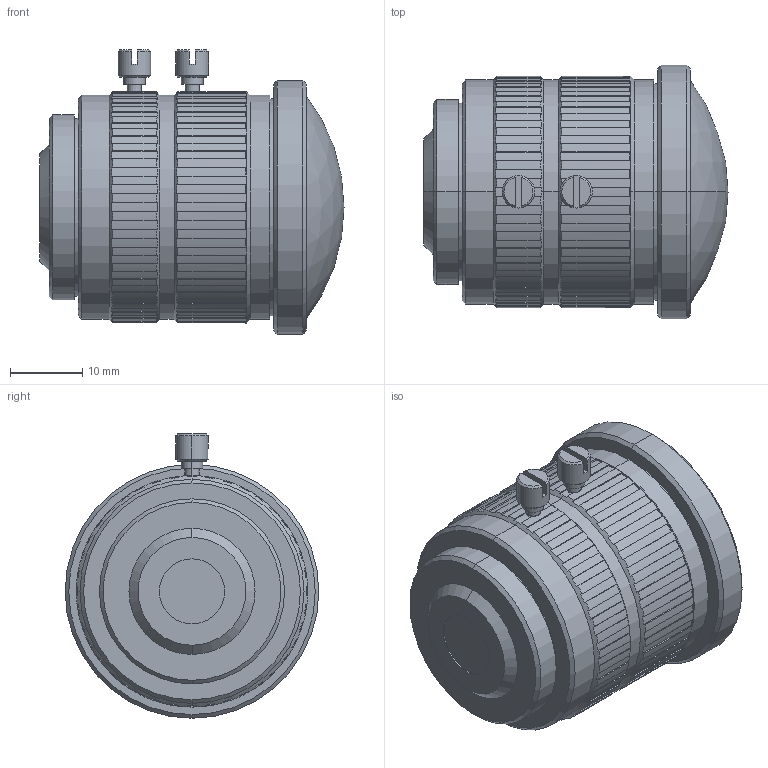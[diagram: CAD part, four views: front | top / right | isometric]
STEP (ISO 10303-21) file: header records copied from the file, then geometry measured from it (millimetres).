
FILE_DESCRIPTION(('Open CASCADE Model'),'2;1');
FILE_NAME('Open CASCADE Shape Model','2026-02-14T17:15:34',('Author'),( 'Open CASCADE'),'Open CASCADE STEP processor 7.7','Open CASCADE 7.7' ,'Unknown');
FILE_SCHEMA(('AUTOMOTIVE_DESIGN { 1 0 10303 214 1 1 1 1 }'));
Length unit declared in the file: millimetre
Products named in the file (3): L115-FA-2.8-CS
Assembly tree (2 placements, depth 3):
  L115-FA-2.8-CS
    L115-FA-2.8-CS
      L115-FA-2.8-CS
Bounding box: 42.07 x 35.1 x 39.35 mm (x, y, z)
Volume: 29863.4 mm3; surface area: 6113 mm2
Topology: 1 solids, 1 shells, 414 faces, 1177 edges, 776 vertices
Faces by surface type: plane 226, cylinder 156, cone 30, sphere 2
Entity records: 30008 total; most frequent: CARTESIAN_POINT 6026, DIRECTION 4690, LINE 2883, VECTOR 2883, ORIENTED_EDGE 2354, PCURVE 2354, DEFINITIONAL_REPRESENTATION 2354, EDGE_CURVE 1177
